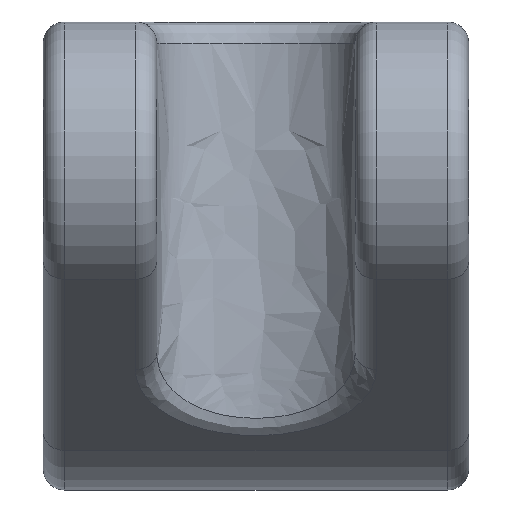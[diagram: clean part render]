
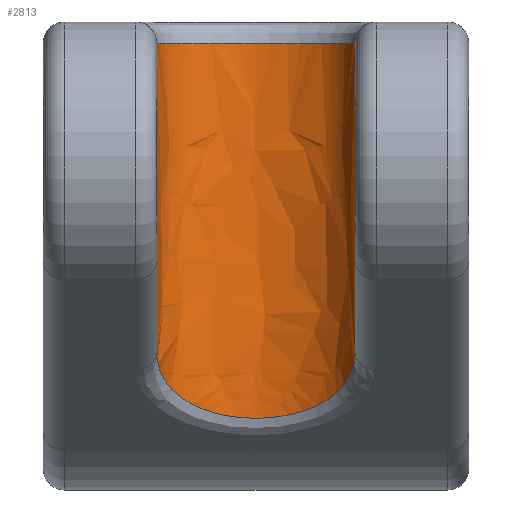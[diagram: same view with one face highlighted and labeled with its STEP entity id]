
A CAD part, front view. The second image highlights one B-rep face of the part: STEP entity #2813.
In plain terms, the highlighted face is a extrusion surface.
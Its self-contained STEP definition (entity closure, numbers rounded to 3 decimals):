
#763=DIRECTION('',(0.,0.,1.));
#764=VECTOR('',#763,21.801);
#765=CARTESIAN_POINT('',(-7.,14.,-3.301));
#766=LINE('',#765,#764);
#955=CARTESIAN_POINT('',(-7.,14.,18.5));
#956=CARTESIAN_POINT('',(-7.,14.654,18.5));
#957=CARTESIAN_POINT('',(-6.636,15.963,18.5));
#958=CARTESIAN_POINT('',(-5.079,17.628,18.5));
#959=CARTESIAN_POINT('',(-2.749,18.74,18.5));
#960=CARTESIAN_POINT('',(0.,19.13,18.5));
#961=CARTESIAN_POINT('',(2.749,18.74,18.5));
#962=CARTESIAN_POINT('',(5.079,17.628,18.5));
#963=CARTESIAN_POINT('',(6.636,15.963,18.5));
#964=CARTESIAN_POINT('',(7.,14.654,18.5));
#965=CARTESIAN_POINT('',(7.,14.,18.5));
#967=DIRECTION('',(0.,0.,1.));
#968=VECTOR('',#967,21.801);
#969=CARTESIAN_POINT('',(7.,14.,-3.301));
#970=LINE('',#969,#968);
#971=CARTESIAN_POINT('',(7.,14.,-3.301));
#972=CARTESIAN_POINT('',(7.,14.3,-3.605));
#973=CARTESIAN_POINT('',(6.925,14.893,-4.207));
#974=CARTESIAN_POINT('',(6.595,15.758,-5.061));
#975=CARTESIAN_POINT('',(6.027,16.602,-5.861));
#976=CARTESIAN_POINT('',(5.213,17.386,-6.57));
#977=CARTESIAN_POINT('',(4.151,18.071,-7.165));
#978=CARTESIAN_POINT('',(2.872,18.601,-7.613));
#979=CARTESIAN_POINT('',(1.434,18.934,-7.889));
#980=CARTESIAN_POINT('',(-0.078,19.039,
-7.975));
#981=CARTESIAN_POINT('',(-1.581,18.909,-7.868));
#982=CARTESIAN_POINT('',(-2.927,18.575,-7.592));
#983=CARTESIAN_POINT('',(-4.013,18.125,-7.211));
#984=CARTESIAN_POINT('',(-4.86,17.623,-6.777));
#985=CARTESIAN_POINT('',(-5.507,17.109,-6.32));
#986=CARTESIAN_POINT('',(-5.991,16.607,-5.861));
#987=CARTESIAN_POINT('',(-6.345,16.132,-5.415));
#988=CARTESIAN_POINT('',(-6.597,15.691,-4.992));
#989=CARTESIAN_POINT('',(-6.771,15.288,-4.597));
#990=CARTESIAN_POINT('',(-6.886,14.921,-4.231));
#991=CARTESIAN_POINT('',(-6.956,14.587,-3.895));
#992=CARTESIAN_POINT('',(-6.993,14.281,-3.586));
#993=CARTESIAN_POINT('',(-7.,14.091,-3.394));
#994=CARTESIAN_POINT('',(-7.,14.,-3.301));
#1177=CARTESIAN_POINT('',(-7.,14.,18.5));
#1179=VERTEX_POINT('',#1177);
#1181=VERTEX_POINT('',#965);
#1188=CARTESIAN_POINT('',(7.,14.,-3.301));
#1189=VERTEX_POINT('',#1188);
#1191=VERTEX_POINT('',#994);
#2798=CARTESIAN_POINT('',(0.,14.,-16.3));
#2799=DIRECTION('',(0.,0.,-1.));
#2800=DIRECTION('',(-1.,0.,0.));
#2801=AXIS2_PLACEMENT_3D('',#2798,#2799,#2800);
#2803=DIRECTION('',(0.,0.,1.));
#2804=VECTOR('',#2803,1.);
#2805=SURFACE_OF_LINEAR_EXTRUSION('',#2802,#2804);
#2806=ORIENTED_EDGE('',*,*,#1594,.T.);
#2807=ORIENTED_EDGE('',*,*,#2789,.F.);
#2809=ORIENTED_EDGE('',*,*,#2808,.T.);
#2810=ORIENTED_EDGE('',*,*,#2550,.T.);
#2811=EDGE_LOOP('',(#2806,#2807,#2809,#2810));
#2812=FACE_OUTER_BOUND('',#2811,.F.);
#2813=ADVANCED_FACE('',(#2812),#2805,.T.);
#966=B_SPLINE_CURVE_WITH_KNOTS('',3,(#955,#956,#957,#958,#959,#960,#961,#962,
#963,#964,#965),.UNSPECIFIED.,.F.,.F.,(4,1,1,1,1,1,1,1,4),(0.,0.125,0.25,
0.375,0.5,0.625,0.75,0.875,1.),.UNSPECIFIED.);
#995=B_SPLINE_CURVE_WITH_KNOTS('',3,(#971,#972,#973,#974,#975,#976,#977,#978,
#979,#980,#981,#982,#983,#984,#985,#986,#987,#988,#989,#990,#991,#992,#993,
#994),.UNSPECIFIED.,.F.,.F.,(4,1,1,1,1,1,1,1,1,1,1,1,1,1,1,1,1,1,1,1,1,4),(0.,
0.048,0.095,0.143,0.19,
0.238,0.286,0.333,0.381,
0.429,0.476,0.524,0.571,
0.619,0.667,0.714,0.762,
0.81,0.857,0.905,0.952,1.),
.UNSPECIFIED.);
#1594=EDGE_CURVE('',#1179,#1181,#966,.T.);
#2550=EDGE_CURVE('',#1191,#1179,#766,.T.);
#2789=EDGE_CURVE('',#1189,#1181,#970,.T.);
#2802=ELLIPSE('',#2801,7.,5.);
#2808=EDGE_CURVE('',#1189,#1191,#995,.T.);
